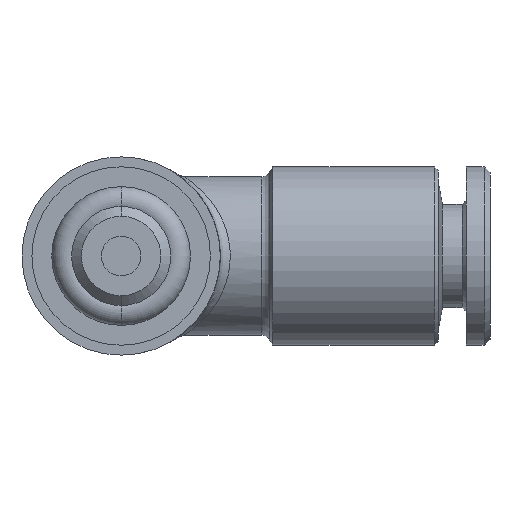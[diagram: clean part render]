
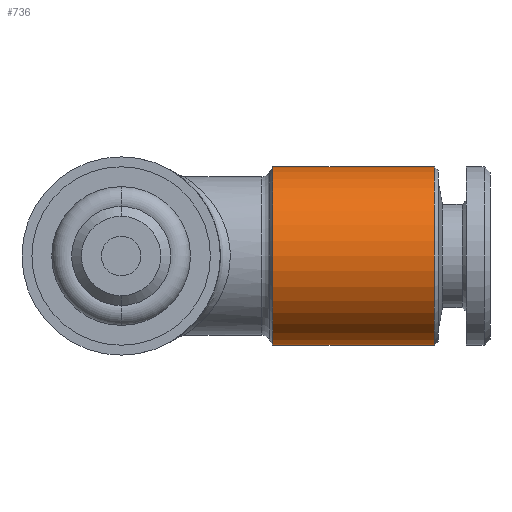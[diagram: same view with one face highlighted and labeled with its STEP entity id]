
A CAD part, front view. The second image highlights one B-rep face of the part: STEP entity #736.
In plain terms, the highlighted cylindrical face has radius 4.5 mm (diameter 9 mm), a partial arc.
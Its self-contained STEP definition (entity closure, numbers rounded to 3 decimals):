
#368 = EDGE_CURVE ( 'NONE', #430, #399, #1725, .T. ) ;
#374 = EDGE_CURVE ( 'NONE', #432, #375, #1728, .T. ) ;
#375 = VERTEX_POINT ( 'NONE', #1752 ) ;
#399 = VERTEX_POINT ( 'NONE', #1800 ) ;
#430 = VERTEX_POINT ( 'NONE', #1844 ) ;
#432 = VERTEX_POINT ( 'NONE', #1855 ) ;
#671 = ORIENTED_EDGE ( 'NONE', *, *, #679, .T. ) ;
#672 = ORIENTED_EDGE ( 'NONE', *, *, #674, .T. ) ;
#674 = EDGE_CURVE ( 'NONE', #432, #430, #2417, .T. ) ;
#679 = EDGE_CURVE ( 'NONE', #399, #375, #2372, .T. ) ;
#730 = ORIENTED_EDGE ( 'NONE', *, *, #368, .T. ) ;
#735 = ORIENTED_EDGE ( 'NONE', *, *, #374, .F. ) ;
#736 = ADVANCED_FACE ( 'NONE', ( #3129 ), #3160, .T. ) ;
#737 = EDGE_LOOP ( 'NONE', ( #735, #672, #730, #671 ) ) ;
#1722 = CARTESIAN_POINT ( 'NONE',  ( -0.704, 12.5, 4.5 ) ) ;
#1725 = LINE ( 'NONE', #1722, #1767 ) ;
#1728 = LINE ( 'NONE', #1755, #1754 ) ;
#1752 = CARTESIAN_POINT ( 'NONE',  ( 7.644, 12.5, -4.5 ) ) ;
#1753 = DIRECTION ( 'NONE',  ( -1., 0., 0. ) ) ;
#1754 = VECTOR ( 'NONE', #1753, 1000. ) ;
#1755 = CARTESIAN_POINT ( 'NONE',  ( -0.704, 12.5, -4.5 ) ) ;
#1766 = DIRECTION ( 'NONE',  ( -1., 0., 0. ) ) ;
#1767 = VECTOR ( 'NONE', #1766, 1000. ) ;
#1800 = CARTESIAN_POINT ( 'NONE',  ( 7.644, 12.5, 4.5 ) ) ;
#1844 = CARTESIAN_POINT ( 'NONE',  ( 15.8, 12.5, 4.5 ) ) ;
#1855 = CARTESIAN_POINT ( 'NONE',  ( 15.8, 12.5, -4.5 ) ) ;
#2368 = DIRECTION ( 'NONE',  ( 0., 0., -1. ) ) ;
#2369 = DIRECTION ( 'NONE',  ( 1., 0., 0. ) ) ;
#2370 = CARTESIAN_POINT ( 'NONE',  ( 7.644, 12.5, 0. ) ) ;
#2371 = AXIS2_PLACEMENT_3D ( 'NONE', #2370, #2369, #2368 ) ;
#2372 = CIRCLE ( 'NONE', #2371, 4.5 ) ;
#2379 = DIRECTION ( 'NONE',  ( 0., 0., 1. ) ) ;
#2380 = DIRECTION ( 'NONE',  ( -1., 0., 0. ) ) ;
#2417 = CIRCLE ( 'NONE', #2439, 4.5 ) ;
#2430 = CARTESIAN_POINT ( 'NONE',  ( 15.8, 12.5, 0. ) ) ;
#2439 = AXIS2_PLACEMENT_3D ( 'NONE', #2430, #2380, #2379 ) ;
#3127 = DIRECTION ( 'NONE',  ( -1., 0., 0. ) ) ;
#3128 = AXIS2_PLACEMENT_3D ( 'NONE', #3154, #3127, #3131 ) ;
#3129 = FACE_OUTER_BOUND ( 'NONE', #737, .T. ) ;
#3131 = DIRECTION ( 'NONE',  ( 0., 0., 1. ) ) ;
#3154 = CARTESIAN_POINT ( 'NONE',  ( -0.704, 12.5, 0. ) ) ;
#3160 = CYLINDRICAL_SURFACE ( 'NONE', #3128, 4.5 ) ;
